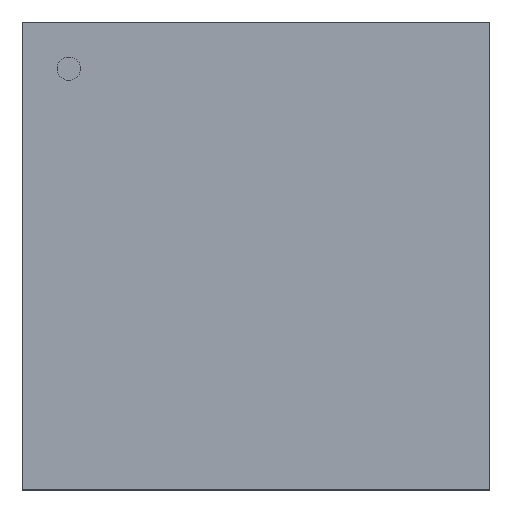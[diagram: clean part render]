
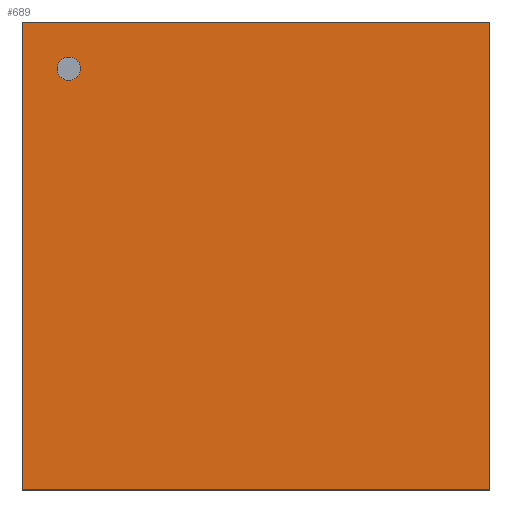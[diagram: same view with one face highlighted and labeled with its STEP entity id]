
A CAD part, top view. The second image highlights one B-rep face of the part: STEP entity #689.
In plain terms, the highlighted planar face has unit normal (0, 0, 1).
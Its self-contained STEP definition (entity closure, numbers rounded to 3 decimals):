
#4 = CARTESIAN_POINT ( 'NONE',  ( -2.248, -2.248, 0.991 ) ) ;
#92 = VECTOR ( 'NONE', #2639, 1000. ) ;
#94 = CARTESIAN_POINT ( 'NONE',  ( 2.248, 2.248, 0.991 ) ) ;
#99 = CARTESIAN_POINT ( 'NONE',  ( 2.248, -2.248, 0.991 ) ) ;
#171 = EDGE_CURVE ( 'NONE', #1155, #233, #416, .T. ) ;
#233 = VERTEX_POINT ( 'NONE', #395 ) ;
#395 = CARTESIAN_POINT ( 'NONE',  ( 2.248, 2.248, 0.991 ) ) ;
#399 = EDGE_CURVE ( 'NONE', #3019, #1155, #840, .T. ) ;
#416 = LINE ( 'NONE', #3902, #3611 ) ;
#453 = EDGE_CURVE ( 'NONE', #3901, #3019, #2267, .T. ) ;
#620 = EDGE_LOOP ( 'NONE', ( #3355, #980, #921, #2337 ) ) ;
#689 = ADVANCED_FACE ( 'NONE', ( #1036 ), #3192, .T. ) ;
#840 = LINE ( 'NONE', #4063, #3520 ) ;
#921 = ORIENTED_EDGE ( 'NONE', *, *, #3341, .T. ) ;
#980 = ORIENTED_EDGE ( 'NONE', *, *, #171, .T. ) ;
#1036 = FACE_OUTER_BOUND ( 'NONE', #620, .T. ) ;
#1155 = VERTEX_POINT ( 'NONE', #99 ) ;
#1207 = DIRECTION ( 'NONE',  ( -1., 0., 0. ) ) ;
#1726 = DIRECTION ( 'NONE',  ( 1., 0., 0. ) ) ;
#1750 = CARTESIAN_POINT ( 'NONE',  ( -2.248, -2.248, 0.991 ) ) ;
#2081 = DIRECTION ( 'NONE',  ( 0., 0., 1. ) ) ;
#2257 = CARTESIAN_POINT ( 'NONE',  ( -2.248, 2.248, 0.991 ) ) ;
#2267 = LINE ( 'NONE', #4081, #92 ) ;
#2337 = ORIENTED_EDGE ( 'NONE', *, *, #453, .T. ) ;
#2534 = LINE ( 'NONE', #94, #2798 ) ;
#2639 = DIRECTION ( 'NONE',  ( 0., -1., 0. ) ) ;
#2798 = VECTOR ( 'NONE', #1207, 1000. ) ;
#3019 = VERTEX_POINT ( 'NONE', #1750 ) ;
#3192 = PLANE ( 'NONE',  #3317 ) ;
#3317 = AXIS2_PLACEMENT_3D ( 'NONE', #4, #2081, #1726 ) ;
#3341 = EDGE_CURVE ( 'NONE', #233, #3901, #2534, .T. ) ;
#3355 = ORIENTED_EDGE ( 'NONE', *, *, #399, .T. ) ;
#3520 = VECTOR ( 'NONE', #4379, 1000. ) ;
#3611 = VECTOR ( 'NONE', #4579, 1000. ) ;
#3901 = VERTEX_POINT ( 'NONE', #2257 ) ;
#3902 = CARTESIAN_POINT ( 'NONE',  ( 2.248, -2.248, 0.991 ) ) ;
#4063 = CARTESIAN_POINT ( 'NONE',  ( -2.248, -2.248, 0.991 ) ) ;
#4081 = CARTESIAN_POINT ( 'NONE',  ( -2.248, 2.248, 0.991 ) ) ;
#4379 = DIRECTION ( 'NONE',  ( 1., 0., 0. ) ) ;
#4579 = DIRECTION ( 'NONE',  ( 0., 1., 0. ) ) ;
